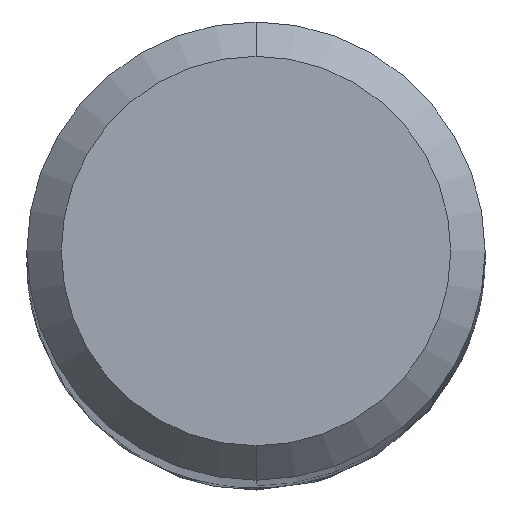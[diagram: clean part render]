
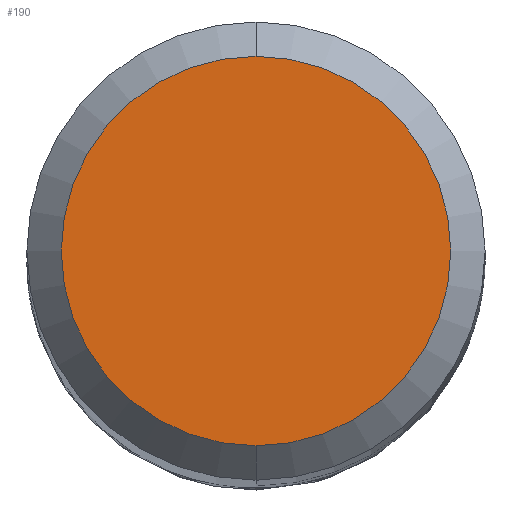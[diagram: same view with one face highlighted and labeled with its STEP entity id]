
A CAD part, top view. The second image highlights one B-rep face of the part: STEP entity #190.
In plain terms, the highlighted planar face has unit normal (0, 0, 1).
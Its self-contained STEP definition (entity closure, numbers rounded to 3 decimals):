
#190=ADVANCED_FACE('',(#494),#495,.T.);
#318=EDGE_CURVE('',#330,#362,#638,.T.);
#330=VERTEX_POINT('',#650);
#362=VERTEX_POINT('',#685);
#364=EDGE_CURVE('',#362,#330,#687,.T.);
#494=FACE_OUTER_BOUND('',#1092,.T.);
#495=PLANE('',#1093);
#638=CIRCLE('',#2329,1.7);
#650=CARTESIAN_POINT('',(0.0,1.7,0.0));
#685=CARTESIAN_POINT('',(0.,-1.7,0.0));
#687=CIRCLE('',#2528,1.7);
#1092=EDGE_LOOP('',(#3117,#3118));
#1093=AXIS2_PLACEMENT_3D('',#3119,#3120,#3121);
#2329=AXIS2_PLACEMENT_3D('',#3320,#3321,#3322);
#2528=AXIS2_PLACEMENT_3D('',#3359,#3360,#3361);
#3117=ORIENTED_EDGE('',*,*,#318,.F.);
#3118=ORIENTED_EDGE('',*,*,#364,.F.);
#3119=CARTESIAN_POINT('',(0.0,0.85,0.0));
#3120=DIRECTION('',(-0.0,0.0,1.0));
#3121=DIRECTION('',(0.0,-1.0,0.0));
#3320=CARTESIAN_POINT('',(0.0,0.0,0.0));
#3321=DIRECTION('',(0.0,0.0,-1.0));
#3322=DIRECTION('',(0.0,1.0,0.0));
#3359=CARTESIAN_POINT('',(0.0,0.0,0.0));
#3360=DIRECTION('',(0.0,0.0,-1.0));
#3361=DIRECTION('',(0.0,1.0,0.0));
